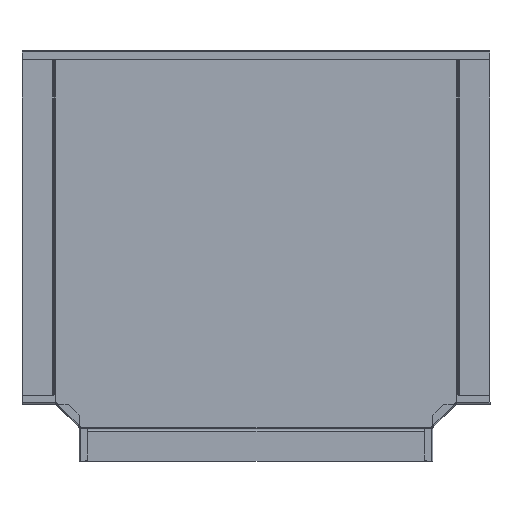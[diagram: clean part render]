
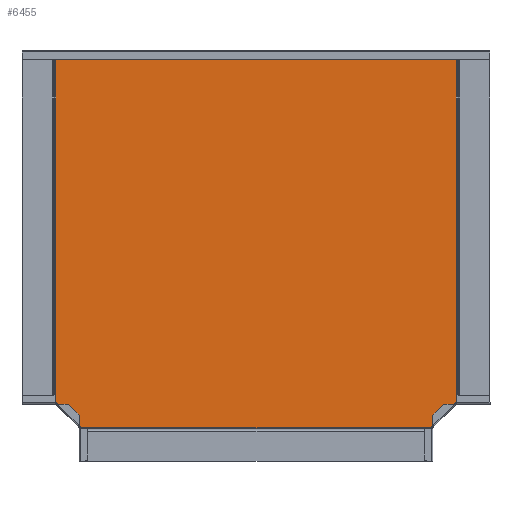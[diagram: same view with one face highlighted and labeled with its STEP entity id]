
A CAD part, top view. The second image highlights one B-rep face of the part: STEP entity #6455.
In plain terms, the highlighted planar face has unit normal (0, 0, 1).
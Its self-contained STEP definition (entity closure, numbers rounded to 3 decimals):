
#5304=DIRECTION('',(-1.,0.,0.));
#5305=VECTOR('',#5304,685.503);
#5306=CARTESIAN_POINT('',(542.752,700.08,0.));
#5307=LINE('',#5306,#5305);
#5582=DIRECTION('',(0.,1.,0.));
#5583=VECTOR('',#5582,600.);
#5584=CARTESIAN_POINT('',(-142.752,100.08,0.));
#5585=LINE('',#5584,#5583);
#5590=DIRECTION('',(0.,1.,0.));
#5591=VECTOR('',#5590,600.);
#5592=CARTESIAN_POINT('',(542.752,100.08,0.));
#5593=LINE('',#5592,#5591);
#5594=DIRECTION('',(0.707,0.707,0.));
#5595=VECTOR('',#5594,57.672);
#5596=CARTESIAN_POINT('',(500.,59.3,0.));
#5597=LINE('',#5596,#5595);
#5598=DIRECTION('',(0.,-1.,0.));
#5599=VECTOR('',#5598,1.972);
#5600=CARTESIAN_POINT('',(-100.,59.3,0.));
#5601=LINE('',#5600,#5599);
#5602=DIRECTION('',(0.707,-0.707,0.));
#5603=VECTOR('',#5602,57.672);
#5604=CARTESIAN_POINT('',(-140.78,100.08,0.));
#5605=LINE('',#5604,#5603);
#5624=DIRECTION('',(1.,0.,0.));
#5625=VECTOR('',#5624,1.972);
#5626=CARTESIAN_POINT('',(540.78,100.08,0.));
#5627=LINE('',#5626,#5625);
#5665=DIRECTION('',(0.,-1.,0.));
#5666=VECTOR('',#5665,1.972);
#5667=CARTESIAN_POINT('',(500.,59.3,0.));
#5668=LINE('',#5667,#5666);
#5719=DIRECTION('',(-1.,0.,0.));
#5720=VECTOR('',#5719,600.);
#5721=CARTESIAN_POINT('',(500.,57.328,0.));
#5722=LINE('',#5721,#5720);
#5749=DIRECTION('',(-1.,0.,0.));
#5750=VECTOR('',#5749,1.972);
#5751=CARTESIAN_POINT('',(-140.78,100.08,0.));
#5752=LINE('',#5751,#5750);
#5854=CARTESIAN_POINT('',(-100.,57.328,0.));
#5856=VERTEX_POINT('',#5854);
#5858=CARTESIAN_POINT('',(-100.,59.3,0.));
#5860=VERTEX_POINT('',#5858);
#5862=CARTESIAN_POINT('',(-140.78,100.08,0.));
#5864=VERTEX_POINT('',#5862);
#5874=CARTESIAN_POINT('',(-142.752,100.08,0.));
#5876=VERTEX_POINT('',#5874);
#5920=CARTESIAN_POINT('',(500.,59.3,0.));
#5922=VERTEX_POINT('',#5920);
#5925=CARTESIAN_POINT('',(500.,57.328,0.));
#5926=VERTEX_POINT('',#5925);
#5933=CARTESIAN_POINT('',(540.78,100.08,0.));
#5934=VERTEX_POINT('',#5933);
#5950=CARTESIAN_POINT('',(542.752,100.08,0.));
#5952=VERTEX_POINT('',#5950);
#5967=CARTESIAN_POINT('',(-142.752,700.08,0.));
#5968=VERTEX_POINT('',#5967);
#5989=CARTESIAN_POINT('',(542.752,700.08,0.));
#5991=VERTEX_POINT('',#5989);
#6430=CARTESIAN_POINT('',(100.,57.328,0.));
#6431=DIRECTION('',(0.,0.,1.));
#6432=DIRECTION('',(1.,0.,0.));
#6433=AXIS2_PLACEMENT_3D('',#6430,#6431,#6432);
#6434=PLANE('',#6433);
#6436=ORIENTED_EDGE('',*,*,#6435,.F.);
#6438=ORIENTED_EDGE('',*,*,#6437,.F.);
#6440=ORIENTED_EDGE('',*,*,#6439,.F.);
#6442=ORIENTED_EDGE('',*,*,#6441,.T.);
#6444=ORIENTED_EDGE('',*,*,#6443,.T.);
#6446=ORIENTED_EDGE('',*,*,#6445,.F.);
#6448=ORIENTED_EDGE('',*,*,#6447,.F.);
#6450=ORIENTED_EDGE('',*,*,#6449,.T.);
#6451=ORIENTED_EDGE('',*,*,#6422,.T.);
#6452=ORIENTED_EDGE('',*,*,#6020,.F.);
#6453=EDGE_LOOP('',(#6436,#6438,#6440,#6442,#6444,#6446,#6448,#6450,#6451,
#6452));
#6454=FACE_OUTER_BOUND('',#6453,.F.);
#6455=ADVANCED_FACE('',(#6454),#6434,.T.);
#6020=EDGE_CURVE('',#5991,#5968,#5307,.T.);
#6422=EDGE_CURVE('',#5876,#5968,#5585,.T.);
#6435=EDGE_CURVE('',#5952,#5991,#5593,.T.);
#6437=EDGE_CURVE('',#5934,#5952,#5627,.T.);
#6439=EDGE_CURVE('',#5922,#5934,#5597,.T.);
#6441=EDGE_CURVE('',#5922,#5926,#5668,.T.);
#6443=EDGE_CURVE('',#5926,#5856,#5722,.T.);
#6445=EDGE_CURVE('',#5860,#5856,#5601,.T.);
#6447=EDGE_CURVE('',#5864,#5860,#5605,.T.);
#6449=EDGE_CURVE('',#5864,#5876,#5752,.T.);
